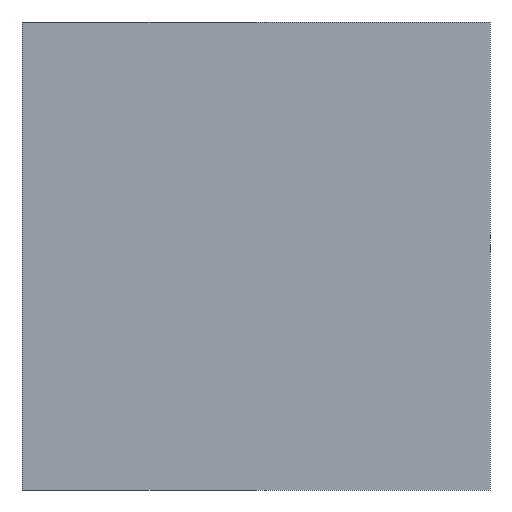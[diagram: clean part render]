
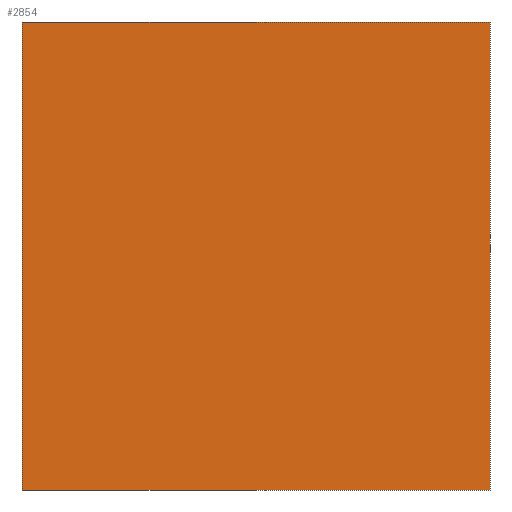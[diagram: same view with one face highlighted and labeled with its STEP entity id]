
A CAD part, front view. The second image highlights one B-rep face of the part: STEP entity #2854.
In plain terms, the highlighted planar face has unit normal (0, -1, 0).
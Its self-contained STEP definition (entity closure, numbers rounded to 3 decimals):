
#620 = FACE_OUTER_BOUND ( 'NONE', #2074, .T. ) ;
#1060 = CARTESIAN_POINT ( 'NONE',  ( 0., 0., -215.5 ) ) ;
#1254 = CARTESIAN_POINT ( 'NONE',  ( -215.5, 0., -215.5 ) ) ;
#1402 = LINE ( 'NONE', #9238, #2533 ) ;
#1492 = VECTOR ( 'NONE', #7691, 1000. ) ;
#2007 = LINE ( 'NONE', #1060, #8156 ) ;
#2026 = EDGE_CURVE ( 'NONE', #3027, #3945, #2995, .T. ) ;
#2069 = ORIENTED_EDGE ( 'NONE', *, *, #4936, .T. ) ;
#2074 = EDGE_LOOP ( 'NONE', ( #8296, #9382, #2069, #9608 ) ) ;
#2533 = VECTOR ( 'NONE', #9086, 1000. ) ;
#2854 = ADVANCED_FACE ( 'NONE', ( #620 ), #4558, .T. ) ;
#2995 = LINE ( 'NONE', #3811, #1492 ) ;
#3027 = VERTEX_POINT ( 'NONE', #1254 ) ;
#3045 = CARTESIAN_POINT ( 'NONE',  ( -215.5, 0., 215.5 ) ) ;
#3811 = CARTESIAN_POINT ( 'NONE',  ( -215.5, 0., -215.5 ) ) ;
#3945 = VERTEX_POINT ( 'NONE', #3045 ) ;
#4366 = CARTESIAN_POINT ( 'NONE',  ( 215.5, 0., 215.5 ) ) ;
#4484 = CARTESIAN_POINT ( 'NONE',  ( 215.5, 0., -215.5 ) ) ;
#4558 = PLANE ( 'NONE',  #9709 ) ;
#4936 = EDGE_CURVE ( 'NONE', #3027, #6774, #2007, .T. ) ;
#5292 = DIRECTION ( 'NONE',  ( 0., 0., 1. ) ) ;
#5783 = EDGE_CURVE ( 'NONE', #3945, #8349, #1402, .T. ) ;
#5959 = DIRECTION ( 'NONE',  ( 0., 0., -1. ) ) ;
#6774 = VERTEX_POINT ( 'NONE', #7318 ) ;
#6908 = LINE ( 'NONE', #4484, #9265 ) ;
#7318 = CARTESIAN_POINT ( 'NONE',  ( 215.5, 0., -215.5 ) ) ;
#7691 = DIRECTION ( 'NONE',  ( 0., 0., 1. ) ) ;
#8023 = DIRECTION ( 'NONE',  ( 1., 0., 0. ) ) ;
#8156 = VECTOR ( 'NONE', #8023, 1000. ) ;
#8296 = ORIENTED_EDGE ( 'NONE', *, *, #5783, .F. ) ;
#8349 = VERTEX_POINT ( 'NONE', #4366 ) ;
#8505 = CARTESIAN_POINT ( 'NONE',  ( 0., 0., -215.5 ) ) ;
#9086 = DIRECTION ( 'NONE',  ( 1., 0., 0. ) ) ;
#9238 = CARTESIAN_POINT ( 'NONE',  ( 0., 0., 215.5 ) ) ;
#9265 = VECTOR ( 'NONE', #5292, 1000. ) ;
#9382 = ORIENTED_EDGE ( 'NONE', *, *, #2026, .F. ) ;
#9533 = EDGE_CURVE ( 'NONE', #6774, #8349, #6908, .T. ) ;
#9608 = ORIENTED_EDGE ( 'NONE', *, *, #9533, .T. ) ;
#9709 = AXIS2_PLACEMENT_3D ( 'NONE', #8505, #9815, #5959 ) ;
#9815 = DIRECTION ( 'NONE',  ( 0., -1., 0. ) ) ;
